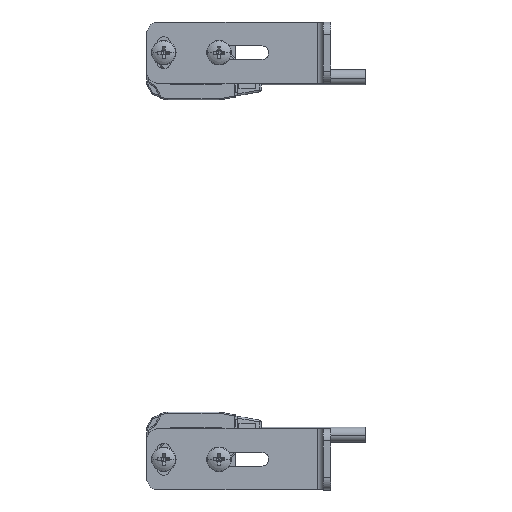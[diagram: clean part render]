
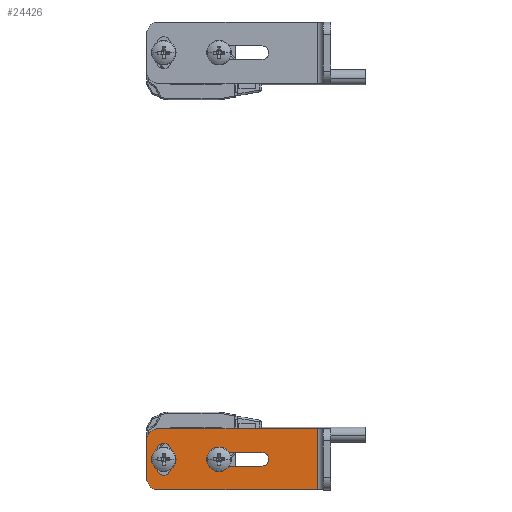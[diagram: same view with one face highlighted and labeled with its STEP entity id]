
A CAD part, left-side view. The second image highlights one B-rep face of the part: STEP entity #24426.
In plain terms, the highlighted planar face has unit normal (-1, 0, 0).
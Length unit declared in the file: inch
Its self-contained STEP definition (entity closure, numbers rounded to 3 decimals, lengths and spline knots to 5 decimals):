
#28 = LINE ( 'NONE', #31606, #32261 ) ;
#630 = AXIS2_PLACEMENT_3D ( 'NONE', #20550, #17970, #10404 ) ;
#852 = LINE ( 'NONE', #9287, #29694 ) ;
#859 = VERTEX_POINT ( 'NONE', #27427 ) ;
#1634 = CARTESIAN_POINT ( 'NONE',  ( -1.35104, 0.53645, -0.93897 ) ) ;
#1855 = AXIS2_PLACEMENT_3D ( 'NONE', #3231, #5636, #13904 ) ;
#2839 = CARTESIAN_POINT ( 'NONE',  ( -1.35104, -0.20371, -1.05708 ) ) ;
#2866 = EDGE_CURVE ( 'NONE', #22872, #9443, #13086, .T. ) ;
#3060 = EDGE_CURVE ( 'NONE', #33356, #10450, #28, .T. ) ;
#3231 = CARTESIAN_POINT ( 'NONE',  ( -1.35104, 0.42621, -1.11614 ) ) ;
#3845 = CARTESIAN_POINT ( 'NONE',  ( -1.35104, -0.64466, -0.86023 ) ) ;
#4212 = VECTOR ( 'NONE', #7767, 39.37008 ) ;
#4298 = AXIS2_PLACEMENT_3D ( 'NONE', #20331, #7597, #19986 ) ;
#4685 = LINE ( 'NONE', #31275, #4212 ) ;
#4787 = CARTESIAN_POINT ( 'NONE',  ( -1.35104, -0.55804, -1.25394 ) ) ;
#5636 = DIRECTION ( 'NONE',  ( 1., 0., 0. ) ) ;
#5790 = CARTESIAN_POINT ( 'NONE',  ( -1.35104, -0.20371, -1.01378 ) ) ;
#6198 = DIRECTION ( 'NONE',  ( 0., 0., 1. ) ) ;
#6578 = DIRECTION ( 'NONE',  ( 1., 0., 0. ) ) ;
#6926 = FACE_BOUND ( 'NONE', #14952, .T. ) ;
#7272 = DIRECTION ( 'NONE',  ( 0., 0., -1. ) ) ;
#7540 = CIRCLE ( 'NONE', #18537, 0.07874 ) ;
#7597 = DIRECTION ( 'NONE',  ( 1., 0., 0. ) ) ;
#7767 = DIRECTION ( 'NONE',  ( 0., 0., -1. ) ) ;
#8305 = EDGE_CURVE ( 'NONE', #30630, #20551, #14176, .T. ) ;
#8577 = CIRCLE ( 'NONE', #23947, 0.07874 ) ;
#8708 = EDGE_CURVE ( 'NONE', #9231, #10450, #16876, .T. ) ;
#8892 = CARTESIAN_POINT ( 'NONE',  ( -1.35104, 0.45771, -1.17519 ) ) ;
#9014 = FACE_OUTER_BOUND ( 'NONE', #11562, .T. ) ;
#9050 = CARTESIAN_POINT ( 'NONE',  ( -1.35104, 0.3829, -1.11614 ) ) ;
#9231 = VERTEX_POINT ( 'NONE', #4787 ) ;
#9287 = CARTESIAN_POINT ( 'NONE',  ( -1.35104, 0.55613, -1.25394 ) ) ;
#9408 = CARTESIAN_POINT ( 'NONE',  ( -1.35104, 0.45771, -0.86023 ) ) ;
#9443 = VERTEX_POINT ( 'NONE', #13201 ) ;
#9614 = ORIENTED_EDGE ( 'NONE', *, *, #18136, .T. ) ;
#10404 = DIRECTION ( 'NONE',  ( 0., 0., -1. ) ) ;
#10450 = VERTEX_POINT ( 'NONE', #22663 ) ;
#10522 = ORIENTED_EDGE ( 'NONE', *, *, #8305, .F. ) ;
#10674 = VERTEX_POINT ( 'NONE', #5790 ) ;
#10829 = CARTESIAN_POINT ( 'NONE',  ( -1.35104, 0.46952, -1.11614 ) ) ;
#10841 = VECTOR ( 'NONE', #23181, 39.37008 ) ;
#11047 = LINE ( 'NONE', #16206, #33860 ) ;
#11537 = CARTESIAN_POINT ( 'NONE',  ( -1.35104, 0.45771, -0.93897 ) ) ;
#11562 = EDGE_LOOP ( 'NONE', ( #27487, #21846, #10522, #15048, #31289, #18097 ) ) ;
#12216 = DIRECTION ( 'NONE',  ( -1., 0., 0. ) ) ;
#12360 = EDGE_CURVE ( 'NONE', #9231, #33283, #852, .T. ) ;
#12709 = LINE ( 'NONE', #14958, #10841 ) ;
#12909 = ORIENTED_EDGE ( 'NONE', *, *, #32233, .F. ) ;
#13086 = CIRCLE ( 'NONE', #4298, 0.04331 ) ;
#13201 = CARTESIAN_POINT ( 'NONE',  ( -1.35104, 0.42621, -1.15945 ) ) ;
#13274 = ORIENTED_EDGE ( 'NONE', *, *, #18414, .F. ) ;
#13506 = VECTOR ( 'NONE', #6198, 39.37008 ) ;
#13904 = DIRECTION ( 'NONE',  ( 0., 0., -1. ) ) ;
#14176 = LINE ( 'NONE', #24794, #31760 ) ;
#14182 = CARTESIAN_POINT ( 'NONE',  ( -1.35104, 0.46952, -0.99803 ) ) ;
#14952 = EDGE_LOOP ( 'NONE', ( #15191, #9614, #12909, #25290 ) ) ;
#14958 = CARTESIAN_POINT ( 'NONE',  ( -1.35104, -0.64466, -1.01378 ) ) ;
#15048 = ORIENTED_EDGE ( 'NONE', *, *, #31981, .T. ) ;
#15151 = ORIENTED_EDGE ( 'NONE', *, *, #23038, .T. ) ;
#15191 = ORIENTED_EDGE ( 'NONE', *, *, #33029, .T. ) ;
#16096 = DIRECTION ( 'NONE',  ( 0., 0., -1. ) ) ;
#16119 = CIRCLE ( 'NONE', #1855, 0.04331 ) ;
#16206 = CARTESIAN_POINT ( 'NONE',  ( -1.35104, -0.64466, -1.10039 ) ) ;
#16282 = CIRCLE ( 'NONE', #23416, 0.04331 ) ;
#16441 = ORIENTED_EDGE ( 'NONE', *, *, #26555, .T. ) ;
#16801 = CARTESIAN_POINT ( 'NONE',  ( -1.35104, 0.45771, -1.25394 ) ) ;
#16876 = LINE ( 'NONE', #29896, #13506 ) ;
#16915 = FACE_BOUND ( 'NONE', #31561, .T. ) ;
#17253 = DIRECTION ( 'NONE',  ( 0., 0., 1. ) ) ;
#17273 = DIRECTION ( 'NONE',  ( 0., 0., -1. ) ) ;
#17597 = DIRECTION ( 'NONE',  ( 0., 1., 0. ) ) ;
#17770 = DIRECTION ( 'NONE',  ( 1., 0., 0. ) ) ;
#17797 = VECTOR ( 'NONE', #17273, 39.37008 ) ;
#17970 = DIRECTION ( 'NONE',  ( 1., 0., 0. ) ) ;
#18097 = ORIENTED_EDGE ( 'NONE', *, *, #8708, .T. ) ;
#18136 = EDGE_CURVE ( 'NONE', #10674, #33726, #28691, .T. ) ;
#18414 = EDGE_CURVE ( 'NONE', #26013, #31378, #25661, .T. ) ;
#18537 = AXIS2_PLACEMENT_3D ( 'NONE', #8892, #29988, #32556 ) ;
#18750 = ORIENTED_EDGE ( 'NONE', *, *, #2866, .T. ) ;
#18785 = DIRECTION ( 'NONE',  ( 0., -1., 0. ) ) ;
#19947 = AXIS2_PLACEMENT_3D ( 'NONE', #2839, #21423, #16096 ) ;
#19986 = DIRECTION ( 'NONE',  ( 0., 0., -1. ) ) ;
#20331 = CARTESIAN_POINT ( 'NONE',  ( -1.35104, 0.42621, -1.11614 ) ) ;
#20550 = CARTESIAN_POINT ( 'NONE',  ( -1.35104, 0.42621, -0.99803 ) ) ;
#20551 = VERTEX_POINT ( 'NONE', #1634 ) ;
#21004 = DIRECTION ( 'NONE',  ( 0., -1., 0. ) ) ;
#21095 = EDGE_CURVE ( 'NONE', #30245, #22872, #4685, .T. ) ;
#21423 = DIRECTION ( 'NONE',  ( 1., 0., 0. ) ) ;
#21846 = ORIENTED_EDGE ( 'NONE', *, *, #29100, .T. ) ;
#22199 = ORIENTED_EDGE ( 'NONE', *, *, #21095, .T. ) ;
#22663 = CARTESIAN_POINT ( 'NONE',  ( -1.35104, -0.55804, -0.86023 ) ) ;
#22740 = CARTESIAN_POINT ( 'NONE',  ( -1.35104, 0.09156, -1.05708 ) ) ;
#22872 = VERTEX_POINT ( 'NONE', #9050 ) ;
#23038 = EDGE_CURVE ( 'NONE', #26013, #30245, #32977, .T. ) ;
#23181 = DIRECTION ( 'NONE',  ( 0., -1., 0. ) ) ;
#23416 = AXIS2_PLACEMENT_3D ( 'NONE', #22740, #17770, #7272 ) ;
#23695 = CARTESIAN_POINT ( 'NONE',  ( -1.35104, 0.3829, -0.99803 ) ) ;
#23947 = AXIS2_PLACEMENT_3D ( 'NONE', #11537, #12216, #32447 ) ;
#24426 = ADVANCED_FACE ( 'NONE', ( #16915, #6926, #9014 ), #33178, .F. ) ;
#24794 = CARTESIAN_POINT ( 'NONE',  ( -1.35104, 0.53645, -1.25394 ) ) ;
#25290 = ORIENTED_EDGE ( 'NONE', *, *, #30887, .T. ) ;
#25324 = CARTESIAN_POINT ( 'NONE',  ( -1.35104, 0.46952, -0.86023 ) ) ;
#25661 = LINE ( 'NONE', #25324, #17797 ) ;
#26013 = VERTEX_POINT ( 'NONE', #14182 ) ;
#26351 = CARTESIAN_POINT ( 'NONE',  ( -1.35104, 0.53645, -1.17519 ) ) ;
#26555 = EDGE_CURVE ( 'NONE', #9443, #31378, #16119, .T. ) ;
#27427 = CARTESIAN_POINT ( 'NONE',  ( -1.35104, 0.09156, -1.10039 ) ) ;
#27487 = ORIENTED_EDGE ( 'NONE', *, *, #3060, .F. ) ;
#28691 = CIRCLE ( 'NONE', #19947, 0.04331 ) ;
#29100 = EDGE_CURVE ( 'NONE', #33356, #20551, #8577, .T. ) ;
#29694 = VECTOR ( 'NONE', #32609, 39.37008 ) ;
#29786 = VERTEX_POINT ( 'NONE', #30785 ) ;
#29896 = CARTESIAN_POINT ( 'NONE',  ( -1.35104, -0.55804, -0.86023 ) ) ;
#29988 = DIRECTION ( 'NONE',  ( -1., 0., 0. ) ) ;
#30245 = VERTEX_POINT ( 'NONE', #23695 ) ;
#30630 = VERTEX_POINT ( 'NONE', #26351 ) ;
#30785 = CARTESIAN_POINT ( 'NONE',  ( -1.35104, 0.09156, -1.01378 ) ) ;
#30887 = EDGE_CURVE ( 'NONE', #859, #29786, #16282, .T. ) ;
#31275 = CARTESIAN_POINT ( 'NONE',  ( -1.35104, 0.3829, -0.86023 ) ) ;
#31289 = ORIENTED_EDGE ( 'NONE', *, *, #12360, .F. ) ;
#31378 = VERTEX_POINT ( 'NONE', #10829 ) ;
#31561 = EDGE_LOOP ( 'NONE', ( #13274, #15151, #22199, #18750, #16441 ) ) ;
#31606 = CARTESIAN_POINT ( 'NONE',  ( -1.35104, 0.55613, -0.86023 ) ) ;
#31760 = VECTOR ( 'NONE', #17253, 39.37008 ) ;
#31981 = EDGE_CURVE ( 'NONE', #30630, #33283, #7540, .T. ) ;
#32233 = EDGE_CURVE ( 'NONE', #859, #33726, #11047, .T. ) ;
#32261 = VECTOR ( 'NONE', #21004, 39.37008 ) ;
#32447 = DIRECTION ( 'NONE',  ( 0., 0., -1. ) ) ;
#32556 = DIRECTION ( 'NONE',  ( 0., 0., -1. ) ) ;
#32609 = DIRECTION ( 'NONE',  ( 0., 1., 0. ) ) ;
#32972 = AXIS2_PLACEMENT_3D ( 'NONE', #3845, #6578, #17597 ) ;
#32977 = CIRCLE ( 'NONE', #630, 0.04331 ) ;
#33029 = EDGE_CURVE ( 'NONE', #29786, #10674, #12709, .T. ) ;
#33178 = PLANE ( 'NONE',  #32972 ) ;
#33192 = CARTESIAN_POINT ( 'NONE',  ( -1.35104, -0.20371, -1.10039 ) ) ;
#33283 = VERTEX_POINT ( 'NONE', #16801 ) ;
#33356 = VERTEX_POINT ( 'NONE', #9408 ) ;
#33726 = VERTEX_POINT ( 'NONE', #33192 ) ;
#33860 = VECTOR ( 'NONE', #18785, 39.37008 ) ;
